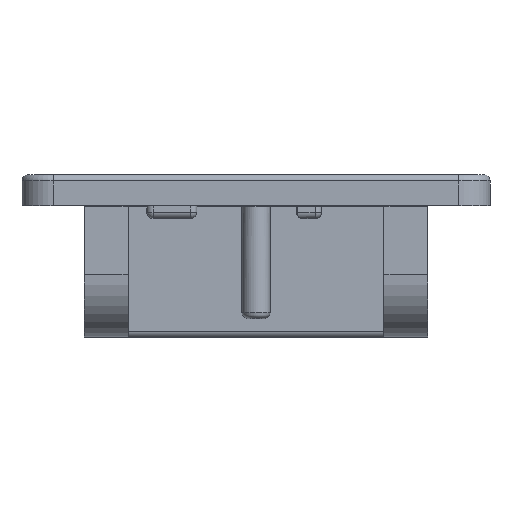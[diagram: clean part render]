
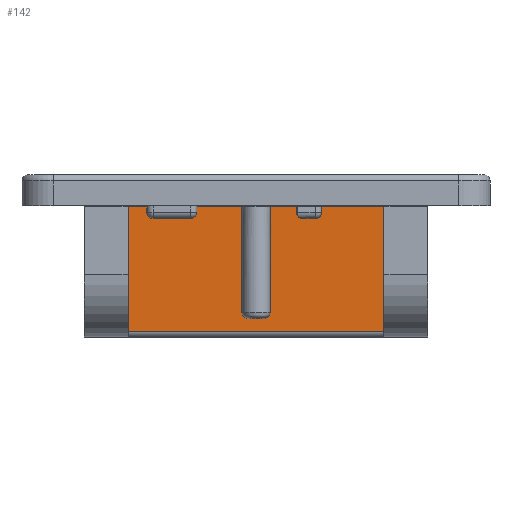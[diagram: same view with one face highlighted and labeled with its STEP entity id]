
A CAD part, top view. The second image highlights one B-rep face of the part: STEP entity #142.
In plain terms, the highlighted planar face has unit normal (0, 0, 1).
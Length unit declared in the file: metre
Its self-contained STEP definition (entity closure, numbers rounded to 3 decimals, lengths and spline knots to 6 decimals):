
#142 = ADVANCED_FACE( '', ( #380 ), #381, .T. );
#380 = FACE_OUTER_BOUND( '', #738, .T. );
#381 = PLANE( '', #739 );
#738 = EDGE_LOOP( '', ( #1220, #1221, #1222, #1223, #1224, #1225, #1226, #1227, #1228, #1229, #1230, #1231, #1232, #1233, #1234, #1235, #1236, #1237 ) );
#739 = AXIS2_PLACEMENT_3D( '', #1238, #1239, #1240 );
#1220 = ORIENTED_EDGE( '', *, *, #2160, .F. );
#1221 = ORIENTED_EDGE( '', *, *, #2161, .T. );
#1222 = ORIENTED_EDGE( '', *, *, #2162, .T. );
#1223 = ORIENTED_EDGE( '', *, *, #2163, .T. );
#1224 = ORIENTED_EDGE( '', *, *, #2164, .T. );
#1225 = ORIENTED_EDGE( '', *, *, #2165, .F. );
#1226 = ORIENTED_EDGE( '', *, *, #2166, .T. );
#1227 = ORIENTED_EDGE( '', *, *, #2167, .T. );
#1228 = ORIENTED_EDGE( '', *, *, #2155, .F. );
#1229 = ORIENTED_EDGE( '', *, *, #2168, .T. );
#1230 = ORIENTED_EDGE( '', *, *, #2169, .T. );
#1231 = ORIENTED_EDGE( '', *, *, #2170, .T. );
#1232 = ORIENTED_EDGE( '', *, *, #2153, .T. );
#1233 = ORIENTED_EDGE( '', *, *, #2171, .T. );
#1234 = ORIENTED_EDGE( '', *, *, #2172, .F. );
#1235 = ORIENTED_EDGE( '', *, *, #2173, .T. );
#1236 = ORIENTED_EDGE( '', *, *, #2174, .T. );
#1237 = ORIENTED_EDGE( '', *, *, #2175, .F. );
#1238 = CARTESIAN_POINT( '', ( 0.027502, -0.01443, -0.02675 ) );
#1239 = DIRECTION( '', ( 0., 0., 1. ) );
#1240 = DIRECTION( '', ( 0., -1., 0. ) );
#2153 = EDGE_CURVE( '', #2540, #2541, #2542, .T. );
#2155 = EDGE_CURVE( '', #2543, #2545, #2546, .T. );
#2160 = EDGE_CURVE( '', #2553, #2554, #2555, .T. );
#2161 = EDGE_CURVE( '', #2553, #2556, #2557, .F. );
#2162 = EDGE_CURVE( '', #2556, #2558, #2559, .T. );
#2163 = EDGE_CURVE( '', #2558, #2560, #2561, .T. );
#2164 = EDGE_CURVE( '', #2560, #2562, #2563, .T. );
#2165 = EDGE_CURVE( '', #2564, #2562, #2565, .T. );
#2166 = EDGE_CURVE( '', #2564, #2566, #2567, .T. );
#2167 = EDGE_CURVE( '', #2566, #2545, #2568, .T. );
#2168 = EDGE_CURVE( '', #2543, #2569, #2570, .F. );
#2169 = EDGE_CURVE( '', #2569, #2571, #2572, .T. );
#2170 = EDGE_CURVE( '', #2571, #2540, #2573, .F. );
#2171 = EDGE_CURVE( '', #2541, #2574, #2575, .T. );
#2172 = EDGE_CURVE( '', #2576, #2574, #2577, .T. );
#2173 = EDGE_CURVE( '', #2576, #2578, #2579, .T. );
#2174 = EDGE_CURVE( '', #2578, #2580, #2581, .T. );
#2175 = EDGE_CURVE( '', #2554, #2580, #2582, .T. );
#2540 = VERTEX_POINT( '', #3087 );
#2541 = VERTEX_POINT( '', #3088 );
#2542 = LINE( '', #3089, #3090 );
#2543 = VERTEX_POINT( '', #3091 );
#2545 = VERTEX_POINT( '', #3093 );
#2546 = LINE( '', #3094, #3095 );
#2553 = VERTEX_POINT( '', #3102 );
#2554 = VERTEX_POINT( '', #3103 );
#2555 = LINE( '', #3104, #3105 );
#2556 = VERTEX_POINT( '', #3106 );
#2557 = LINE( '', #3107, #3108 );
#2558 = VERTEX_POINT( '', #3109 );
#2559 = LINE( '', #3110, #3111 );
#2560 = VERTEX_POINT( '', #3112 );
#2561 = LINE( '', #3113, #3114 );
#2562 = VERTEX_POINT( '', #3115 );
#2563 = LINE( '', #3116, #3117 );
#2564 = VERTEX_POINT( '', #3118 );
#2565 = LINE( '', #3119, #3120 );
#2566 = VERTEX_POINT( '', #3121 );
#2567 = LINE( '', #3122, #3123 );
#2568 = LINE( '', #3124, #3125 );
#2569 = VERTEX_POINT( '', #3126 );
#2570 = CIRCLE( '', #3127, 0.001 );
#2571 = VERTEX_POINT( '', #3128 );
#2572 = LINE( '', #3129, #3130 );
#2573 = CIRCLE( '', #3131, 0.001 );
#2574 = VERTEX_POINT( '', #3132 );
#2575 = LINE( '', #3133, #3134 );
#2576 = VERTEX_POINT( '', #3135 );
#2577 = LINE( '', #3136, #3137 );
#2578 = VERTEX_POINT( '', #3138 );
#2579 = LINE( '', #3139, #3140 );
#2580 = VERTEX_POINT( '', #3141 );
#2581 = LINE( '', #3142, #3143 );
#2582 = LINE( '', #3144, #3145 );
#3087 = CARTESIAN_POINT( '', ( -0.00225, -0.022, -0.02675 ) );
#3088 = CARTESIAN_POINT( '', ( -0.00225, -0.005, -0.02675 ) );
#3089 = CARTESIAN_POINT( '', ( -0.00225, -0.023, -0.02675 ) );
#3090 = VECTOR( '', #3772, 1. );
#3091 = CARTESIAN_POINT( '', ( 0.00225, -0.022, -0.02675 ) );
#3093 = CARTESIAN_POINT( '', ( 0.00225, -0.005, -0.02675 ) );
#3094 = CARTESIAN_POINT( '', ( 0.00225, -0.023, -0.02675 ) );
#3095 = VECTOR( '', #3776, 1. );
#3102 = CARTESIAN_POINT( '', ( -0.0205, -0.025, -0.02675 ) );
#3103 = CARTESIAN_POINT( '', ( -0.0205, -0.01713, -0.02675 ) );
#3104 = CARTESIAN_POINT( '', ( -0.0205, -0.01443, -0.02675 ) );
#3105 = VECTOR( '', #3786, 1. );
#3106 = CARTESIAN_POINT( '', ( 0.0205, -0.025, -0.02675 ) );
#3107 = CARTESIAN_POINT( '', ( 0.0275, -0.025, -0.02675 ) );
#3108 = VECTOR( '', #3787, 1. );
#3109 = CARTESIAN_POINT( '', ( 0.0205, -0.01713, -0.02675 ) );
#3110 = CARTESIAN_POINT( '', ( 0.0205, -0.01443, -0.02675 ) );
#3111 = VECTOR( '', #3788, 1. );
#3112 = CARTESIAN_POINT( '', ( 0.0275, -0.01713, -0.02675 ) );
#3113 = CARTESIAN_POINT( '', ( 0.0205, -0.01713, -0.02675 ) );
#3114 = VECTOR( '', #3789, 1. );
#3115 = CARTESIAN_POINT( '', ( 0.0275, -0.01287, -0.02675 ) );
#3116 = CARTESIAN_POINT( '', ( 0.0275, -0.01443, -0.02675 ) );
#3117 = VECTOR( '', #3790, 1. );
#3118 = CARTESIAN_POINT( '', ( 0.0205, -0.01287, -0.02675 ) );
#3119 = CARTESIAN_POINT( '', ( 0.0205, -0.01287, -0.02675 ) );
#3120 = VECTOR( '', #3791, 1. );
#3121 = CARTESIAN_POINT( '', ( 0.0205, -0.005, -0.02675 ) );
#3122 = CARTESIAN_POINT( '', ( 0.0205, -0.01443, -0.02675 ) );
#3123 = VECTOR( '', #3792, 1. );
#3124 = CARTESIAN_POINT( '', ( 0.027502, -0.005, -0.02675 ) );
#3125 = VECTOR( '', #3793, 1. );
#3126 = CARTESIAN_POINT( '', ( 0.00125, -0.023, -0.02675 ) );
#3127 = AXIS2_PLACEMENT_3D( '', #3794, #3795, #3796 );
#3128 = CARTESIAN_POINT( '', ( -0.00125, -0.023, -0.02675 ) );
#3129 = CARTESIAN_POINT( '', ( 0.027502, -0.023, -0.02675 ) );
#3130 = VECTOR( '', #3797, 1. );
#3131 = AXIS2_PLACEMENT_3D( '', #3798, #3799, #3800 );
#3132 = CARTESIAN_POINT( '', ( -0.0205, -0.005, -0.02675 ) );
#3133 = CARTESIAN_POINT( '', ( 0.027502, -0.005, -0.02675 ) );
#3134 = VECTOR( '', #3801, 1. );
#3135 = CARTESIAN_POINT( '', ( -0.0205, -0.01287, -0.02675 ) );
#3136 = CARTESIAN_POINT( '', ( -0.0205, -0.01443, -0.02675 ) );
#3137 = VECTOR( '', #3802, 1. );
#3138 = CARTESIAN_POINT( '', ( -0.0275, -0.01287, -0.02675 ) );
#3139 = CARTESIAN_POINT( '', ( -0.0205, -0.01287, -0.02675 ) );
#3140 = VECTOR( '', #3803, 1. );
#3141 = CARTESIAN_POINT( '', ( -0.0275, -0.01713, -0.02675 ) );
#3142 = CARTESIAN_POINT( '', ( -0.0275, -0.01443, -0.02675 ) );
#3143 = VECTOR( '', #3804, 1. );
#3144 = CARTESIAN_POINT( '', ( -0.0205, -0.01713, -0.02675 ) );
#3145 = VECTOR( '', #3805, 1. );
#3772 = DIRECTION( '', ( 0., 1., 0. ) );
#3776 = DIRECTION( '', ( 0., 1., 0. ) );
#3786 = DIRECTION( '', ( 0., 1., 0. ) );
#3787 = DIRECTION( '', ( -1., 0., 0. ) );
#3788 = DIRECTION( '', ( 0., 1., 0. ) );
#3789 = DIRECTION( '', ( 1., 0., 0. ) );
#3790 = DIRECTION( '', ( 0., 1., 0. ) );
#3791 = DIRECTION( '', ( 1., 0., 0. ) );
#3792 = DIRECTION( '', ( 0., 1., 0. ) );
#3793 = DIRECTION( '', ( -1., 0., 0. ) );
#3794 = CARTESIAN_POINT( '', ( 0.00125, -0.022, -0.02675 ) );
#3795 = DIRECTION( '', ( 0., 0., 1. ) );
#3796 = DIRECTION( '', ( 0., -1., 0. ) );
#3797 = DIRECTION( '', ( -1., 0., 0. ) );
#3798 = CARTESIAN_POINT( '', ( -0.00125, -0.022, -0.02675 ) );
#3799 = DIRECTION( '', ( 0., 0., 1. ) );
#3800 = DIRECTION( '', ( 0., -1., 0. ) );
#3801 = DIRECTION( '', ( -1., 0., 0. ) );
#3802 = DIRECTION( '', ( 0., 1., 0. ) );
#3803 = DIRECTION( '', ( -1., 0., 0. ) );
#3804 = DIRECTION( '', ( 0., -1., 0. ) );
#3805 = DIRECTION( '', ( -1., 0., 0. ) );
